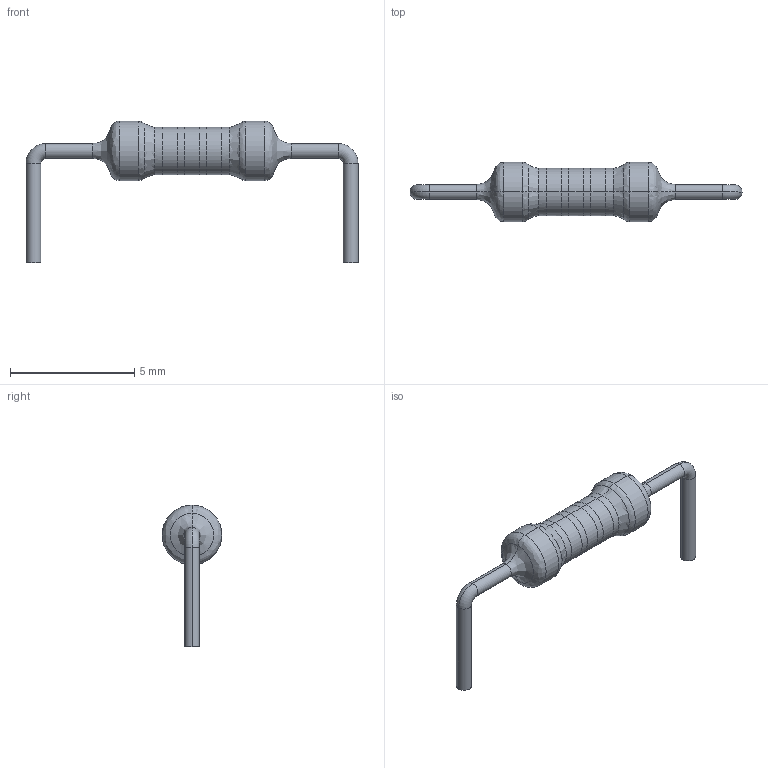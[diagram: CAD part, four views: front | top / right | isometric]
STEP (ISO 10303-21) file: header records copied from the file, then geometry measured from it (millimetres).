
FILE_DESCRIPTION (( 'STEP AP214' ), '1' );
FILE_NAME ('User Library-Res50-Axial Short 0_25W-10K.STEP', '2018-08-16T12:18:08', ( '' ), ( '' ), 'SwSTEP 2.0', 'SolidWorks 2018', '' );
FILE_SCHEMA (( 'AUTOMOTIVE_DESIGN' ));
Length unit declared in the file: millimetre
Products named in the file (1): User Library-Res50-Axial Short 0_25W-10K
Bounding box: 13.35 x 2.4 x 5.7 mm (x, y, z)
Volume: 27.8 mm3; surface area: 78.2 mm2
Topology: 1 solids, 1 shells, 54 faces, 100 edges, 48 vertices
Faces by surface type: cylinder 26, bspline 16, plane 8, torus 4
Entity records: 2084 total; most frequent: CARTESIAN_POINT 497, DIRECTION 240, ORIENTED_EDGE 200, AXIS2_PLACEMENT_3D 107, EDGE_CURVE 100, CIRCLE 68, ADVANCED_FACE 54, FACE_OUTER_BOUND 54
